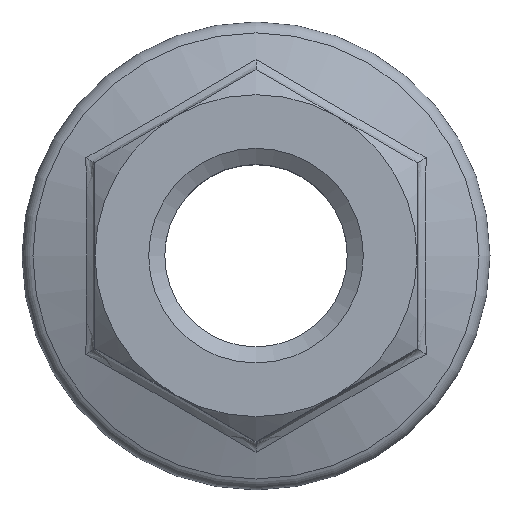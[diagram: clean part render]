
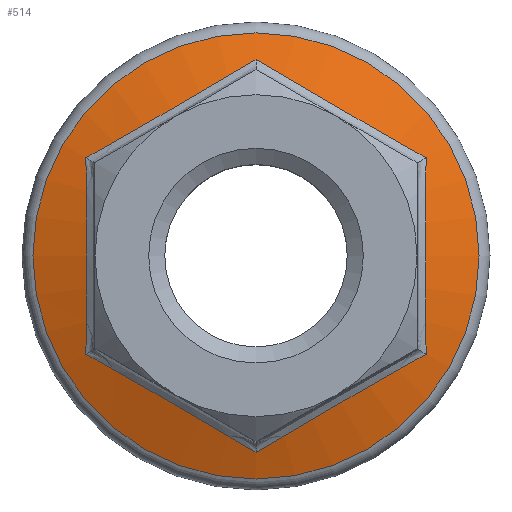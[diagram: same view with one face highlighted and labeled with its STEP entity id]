
A CAD part, top view. The second image highlights one B-rep face of the part: STEP entity #514.
In plain terms, the highlighted conical face has half-angle 70 degrees and reference radius 10.391 mm.
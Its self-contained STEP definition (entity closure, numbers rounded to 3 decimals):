
#24 = VERTEX_POINT ( 'NONE', #523 ) ;
#26 = EDGE_CURVE ( 'NONE', #377, #435, #725, .T. ) ;
#56 = ORIENTED_EDGE ( 'NONE', *, *, #26, .T. ) ;
#71 = CARTESIAN_POINT ( 'NONE',  ( -7.895, 0.761, -7.591 ) ) ;
#76 = CARTESIAN_POINT ( 'NONE',  ( -7.915, -3.818, -7.908 ) ) ;
#77 = VERTEX_POINT ( 'NONE', #543 ) ;
#80 = CARTESIAN_POINT ( 'NONE',  ( 7.264, -4.945, -7.908 ) ) ;
#91 = CARTESIAN_POINT ( 'NONE',  ( 7.898, 1.533, -7.634 ) ) ;
#106 = VERTEX_POINT ( 'NONE', #389 ) ;
#121 = B_SPLINE_CURVE_WITH_KNOTS ( 'NONE', 3,
 ( #382, #668, #741, #91, #306, #457, #531, #673, #158, #148 ),
 .UNSPECIFIED., .F., .F.,
 ( 4, 2, 2, 2, 4 ),
 ( 0., 0.002, 0.005, 0.007, 0.009 ),
 .UNSPECIFIED. ) ;
#144 = EDGE_CURVE ( 'NONE', #24, #77, #121, .T. ) ;
#148 = CARTESIAN_POINT ( 'NONE',  ( 7.922, -4.574, -8.047 ) ) ;
#158 = CARTESIAN_POINT ( 'NONE',  ( 7.915, -3.818, -7.908 ) ) ;
#163 = CARTESIAN_POINT ( 'NONE',  ( -1.305, 8.378, -7.792 ) ) ;
#166 = FACE_BOUND ( 'NONE', #573, .T. ) ;
#169 = CARTESIAN_POINT ( 'NONE',  ( 1.306, 8.377, -7.792 ) ) ;
#176 = EDGE_CURVE ( 'NONE', #564, #377, #774, .T. ) ;
#181 = CARTESIAN_POINT ( 'NONE',  ( 7.264, 4.946, -7.908 ) ) ;
#220 = DIRECTION ( 'NONE',  ( 0., 0., 1. ) ) ;
#227 = CARTESIAN_POINT ( 'NONE',  ( -7.922, -4.574, -8.047 ) ) ;
#231 = CARTESIAN_POINT ( 'NONE',  ( 1.305, -8.378, -7.792 ) ) ;
#234 = ORIENTED_EDGE ( 'NONE', *, *, #753, .T. ) ;
#235 = CARTESIAN_POINT ( 'NONE',  ( 0., -9.148, -8.047 ) ) ;
#240 = CARTESIAN_POINT ( 'NONE',  ( -4.614, 6.452, -7.592 ) ) ;
#290 = CARTESIAN_POINT ( 'NONE',  ( -2.623, 7.605, -7.634 ) ) ;
#300 = CARTESIAN_POINT ( 'NONE',  ( 7.922, -4.574, -8.047 ) ) ;
#303 = CARTESIAN_POINT ( 'NONE',  ( -3.281, -7.222, -7.592 ) ) ;
#306 = CARTESIAN_POINT ( 'NONE',  ( 7.895, 0.77, -7.592 ) ) ;
#307 = CARTESIAN_POINT ( 'NONE',  ( -7.922, 4.574, -8.047 ) ) ;
#332 = CARTESIAN_POINT ( 'NONE',  ( 0.651, 8.764, -7.908 ) ) ;
#354 = CONICAL_SURFACE ( 'NONE', #903, 10.391, 1.222 ) ;
#366 = CARTESIAN_POINT ( 'NONE',  ( -7.898, 1.531, -7.634 ) ) ;
#375 = CARTESIAN_POINT ( 'NONE',  ( 0., 0., -8.5 ) ) ;
#376 = CARTESIAN_POINT ( 'NONE',  ( -7.908, 3.059, -7.792 ) ) ;
#377 = VERTEX_POINT ( 'NONE', #782 ) ;
#382 = CARTESIAN_POINT ( 'NONE',  ( 7.922, 4.574, -8.047 ) ) ;
#389 = CARTESIAN_POINT ( 'NONE',  ( 10.391, 0., -8.5 ) ) ;
#390 = EDGE_LOOP ( 'NONE', ( #545 ) ) ;
#427 = CARTESIAN_POINT ( 'NONE',  ( 0., 9.148, -8.047 ) ) ;
#435 = VERTEX_POINT ( 'NONE', #427 ) ;
#447 = CARTESIAN_POINT ( 'NONE',  ( 2.623, -7.605, -7.634 ) ) ;
#449 = CARTESIAN_POINT ( 'NONE',  ( -7.898, -1.533, -7.634 ) ) ;
#450 = CARTESIAN_POINT ( 'NONE',  ( -7.264, 4.945, -7.908 ) ) ;
#456 = CARTESIAN_POINT ( 'NONE',  ( 6.602, -5.32, -7.792 ) ) ;
#457 = CARTESIAN_POINT ( 'NONE',  ( 7.895, -0.761, -7.591 ) ) ;
#459 = CARTESIAN_POINT ( 'NONE',  ( 5.274, 6.074, -7.634 ) ) ;
#481 = AXIS2_PLACEMENT_3D ( 'NONE', #884, #220, #510 ) ;
#491 = EDGE_CURVE ( 'NONE', #77, #775, #653, .T. ) ;
#505 = CARTESIAN_POINT ( 'NONE',  ( -7.264, -4.946, -7.908 ) ) ;
#507 = B_SPLINE_CURVE_WITH_KNOTS ( 'NONE', 3,
 ( #841, #332, #169, #544, #836, #529, #459, #700, #181, #765 ),
 .UNSPECIFIED., .F., .F.,
 ( 4, 2, 2, 2, 4 ),
 ( 0., 0.002, 0.005, 0.007, 0.009 ),
 .UNSPECIFIED. ) ;
#510 = DIRECTION ( 'NONE',  ( 1., 0., 0. ) ) ;
#514 = ADVANCED_FACE ( 'NONE', ( #166, #521 ), #354, .T. ) ;
#521 = FACE_OUTER_BOUND ( 'NONE', #390, .T. ) ;
#522 = CARTESIAN_POINT ( 'NONE',  ( -7.895, -0.77, -7.592 ) ) ;
#523 = CARTESIAN_POINT ( 'NONE',  ( 7.922, 4.574, -8.047 ) ) ;
#526 = CARTESIAN_POINT ( 'NONE',  ( -2.621, -7.606, -7.634 ) ) ;
#528 = CARTESIAN_POINT ( 'NONE',  ( -3.288, 7.218, -7.591 ) ) ;
#529 = CARTESIAN_POINT ( 'NONE',  ( 4.607, 6.457, -7.591 ) ) ;
#530 = CARTESIAN_POINT ( 'NONE',  ( 4.614, -6.452, -7.592 ) ) ;
#531 = CARTESIAN_POINT ( 'NONE',  ( 7.898, -1.531, -7.634 ) ) ;
#543 = CARTESIAN_POINT ( 'NONE',  ( 7.922, -4.574, -8.047 ) ) ;
#544 = CARTESIAN_POINT ( 'NONE',  ( 2.621, 7.606, -7.634 ) ) ;
#545 = ORIENTED_EDGE ( 'NONE', *, *, #761, .T. ) ;
#550 = ORIENTED_EDGE ( 'NONE', *, *, #176, .T. ) ;
#554 = ORIENTED_EDGE ( 'NONE', *, *, #491, .T. ) ;
#564 = VERTEX_POINT ( 'NONE', #702 ) ;
#573 = EDGE_LOOP ( 'NONE', ( #56, #630, #922, #554, #234, #550 ) ) ;
#577 = CARTESIAN_POINT ( 'NONE',  ( 0., 9.148, -8.047 ) ) ;
#588 = CARTESIAN_POINT ( 'NONE',  ( -5.274, -6.074, -7.634 ) ) ;
#589 = CARTESIAN_POINT ( 'NONE',  ( 3.288, -7.218, -7.591 ) ) ;
#630 = ORIENTED_EDGE ( 'NONE', *, *, #921, .T. ) ;
#653 = B_SPLINE_CURVE_WITH_KNOTS ( 'NONE', 3,
 ( #300, #80, #456, #944, #530, #589, #447, #231, #821, #740 ),
 .UNSPECIFIED., .F., .F.,
 ( 4, 2, 2, 2, 4 ),
 ( 0., 0.002, 0.005, 0.007, 0.009 ),
 .UNSPECIFIED. ) ;
#654 = CARTESIAN_POINT ( 'NONE',  ( -6.602, 5.32, -7.792 ) ) ;
#658 = CARTESIAN_POINT ( 'NONE',  ( -7.908, -3.057, -7.792 ) ) ;
#667 = DIRECTION ( 'NONE',  ( 0., 0., -1. ) ) ;
#668 = CARTESIAN_POINT ( 'NONE',  ( 7.915, 3.818, -7.908 ) ) ;
#673 = CARTESIAN_POINT ( 'NONE',  ( 7.908, -3.059, -7.792 ) ) ;
#674 = CARTESIAN_POINT ( 'NONE',  ( -0.651, 8.763, -7.908 ) ) ;
#700 = CARTESIAN_POINT ( 'NONE',  ( 6.603, 5.319, -7.792 ) ) ;
#702 = CARTESIAN_POINT ( 'NONE',  ( -7.922, -4.574, -8.047 ) ) ;
#725 = B_SPLINE_CURVE_WITH_KNOTS ( 'NONE', 3,
 ( #307, #450, #654, #888, #240, #528, #290, #163, #674, #577 ),
 .UNSPECIFIED., .F., .F.,
 ( 4, 2, 2, 2, 4 ),
 ( 0., 0.002, 0.005, 0.007, 0.009 ),
 .UNSPECIFIED. ) ;
#731 = CARTESIAN_POINT ( 'NONE',  ( -7.922, -4.574, -8.047 ) ) ;
#739 = CARTESIAN_POINT ( 'NONE',  ( -0.651, -8.764, -7.908 ) ) ;
#740 = CARTESIAN_POINT ( 'NONE',  ( 0., -9.148, -8.047 ) ) ;
#741 = CARTESIAN_POINT ( 'NONE',  ( 7.908, 3.057, -7.792 ) ) ;
#753 = EDGE_CURVE ( 'NONE', #775, #564, #842, .T. ) ;
#761 = EDGE_CURVE ( 'NONE', #106, #106, #848, .T. ) ;
#765 = CARTESIAN_POINT ( 'NONE',  ( 7.922, 4.574, -8.047 ) ) ;
#774 = B_SPLINE_CURVE_WITH_KNOTS ( 'NONE', 3,
 ( #227, #76, #658, #449, #522, #71, #366, #376, #813, #808 ),
 .UNSPECIFIED., .F., .F.,
 ( 4, 2, 2, 2, 4 ),
 ( 0., 0.002, 0.005, 0.007, 0.009 ),
 .UNSPECIFIED. ) ;
#775 = VERTEX_POINT ( 'NONE', #816 ) ;
#782 = CARTESIAN_POINT ( 'NONE',  ( -7.922, 4.574, -8.047 ) ) ;
#801 = CARTESIAN_POINT ( 'NONE',  ( -4.607, -6.457, -7.591 ) ) ;
#807 = DIRECTION ( 'NONE',  ( -1., 0., 0. ) ) ;
#808 = CARTESIAN_POINT ( 'NONE',  ( -7.922, 4.574, -8.047 ) ) ;
#810 = CARTESIAN_POINT ( 'NONE',  ( -6.603, -5.319, -7.792 ) ) ;
#813 = CARTESIAN_POINT ( 'NONE',  ( -7.915, 3.818, -7.908 ) ) ;
#816 = CARTESIAN_POINT ( 'NONE',  ( 0., -9.148, -8.047 ) ) ;
#821 = CARTESIAN_POINT ( 'NONE',  ( 0.651, -8.763, -7.908 ) ) ;
#836 = CARTESIAN_POINT ( 'NONE',  ( 3.281, 7.222, -7.592 ) ) ;
#841 = CARTESIAN_POINT ( 'NONE',  ( 0., 9.148, -8.047 ) ) ;
#842 = B_SPLINE_CURVE_WITH_KNOTS ( 'NONE', 3,
 ( #235, #739, #940, #526, #303, #801, #588, #810, #505, #731 ),
 .UNSPECIFIED., .F., .F.,
 ( 4, 2, 2, 2, 4 ),
 ( 0., 0.002, 0.005, 0.007, 0.009 ),
 .UNSPECIFIED. ) ;
#848 = CIRCLE ( 'NONE', #481, 10.391 ) ;
#884 = CARTESIAN_POINT ( 'NONE',  ( 0., 0., -8.5 ) ) ;
#888 = CARTESIAN_POINT ( 'NONE',  ( -5.277, 6.073, -7.634 ) ) ;
#903 = AXIS2_PLACEMENT_3D ( 'NONE', #375, #667, #807 ) ;
#921 = EDGE_CURVE ( 'NONE', #435, #24, #507, .T. ) ;
#922 = ORIENTED_EDGE ( 'NONE', *, *, #144, .T. ) ;
#940 = CARTESIAN_POINT ( 'NONE',  ( -1.306, -8.377, -7.792 ) ) ;
#944 = CARTESIAN_POINT ( 'NONE',  ( 5.277, -6.073, -7.634 ) ) ;
